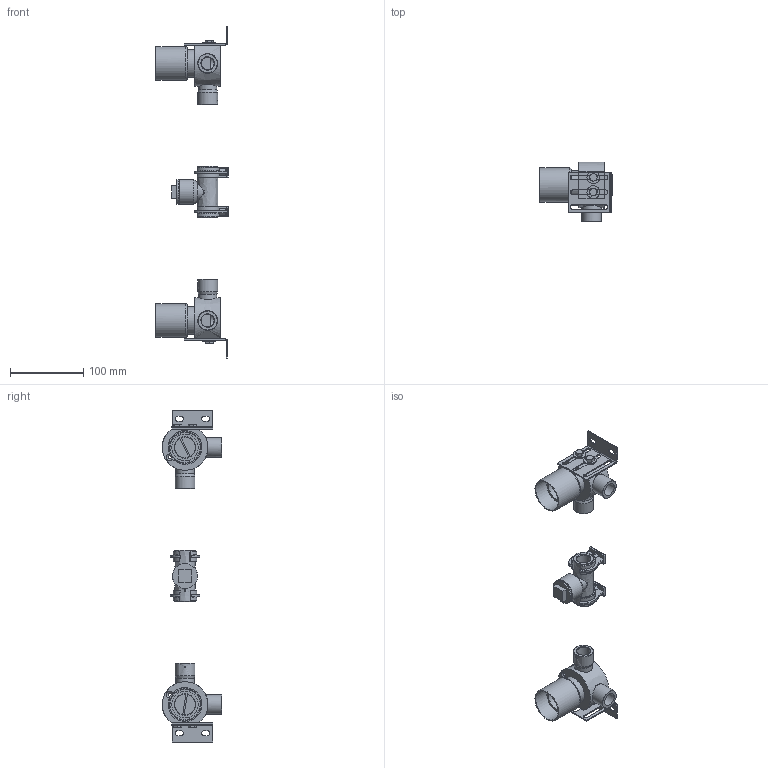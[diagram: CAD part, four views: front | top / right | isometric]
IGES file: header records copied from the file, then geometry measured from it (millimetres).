
Global section: file name: V818-AIS; native system: Autodesk Inventor 2018; preprocessor: unknown; author: rclarke; date: 20171205.073654; units: millimetre
Bounding box: 98.41 x 81 x 452 mm (x, y, z)
Volume: 327697.2 mm3; surface area: 157380.6 mm2
Topology: 28 solids, 28 shells, 727 faces, 1767 edges, 1065 vertices
Faces by surface type: bspline 727
